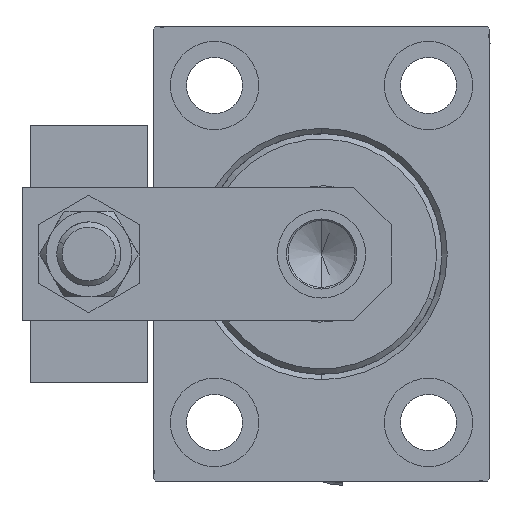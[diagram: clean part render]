
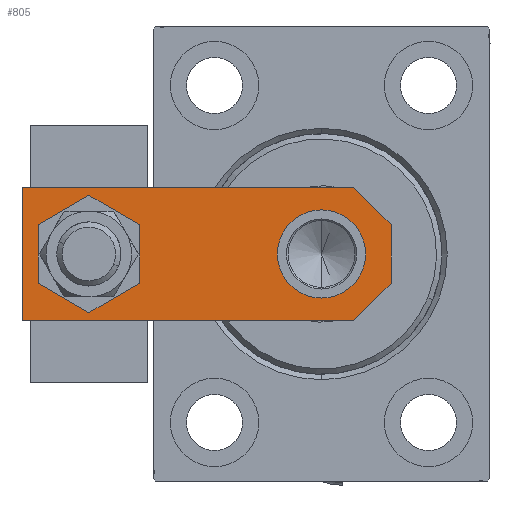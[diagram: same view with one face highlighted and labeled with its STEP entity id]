
A CAD part, left-side view. The second image highlights one B-rep face of the part: STEP entity #805.
In plain terms, the highlighted face is planar.
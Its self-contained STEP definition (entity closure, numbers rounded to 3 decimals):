
#404 = FACE_BOUND ( 'NONE', #46106, .T. ) ;
#805 = ADVANCED_FACE ( 'NONE', ( #8174, #19241, #404 ), #31053, .T. ) ;
#1296 = EDGE_CURVE ( 'NONE', #28792, #9433, #29211, .T. ) ;
#1445 = CARTESIAN_POINT ( 'NONE',  ( 2.75, -2.75, 8. ) ) ;
#2040 = ORIENTED_EDGE ( 'NONE', *, *, #3140, .T. ) ;
#2526 = ORIENTED_EDGE ( 'NONE', *, *, #28347, .T. ) ;
#2795 = LINE ( 'NONE', #14349, #14208 ) ;
#3140 = EDGE_CURVE ( 'NONE', #33064, #45519, #46760, .T. ) ;
#3194 = CIRCLE ( 'NONE', #26458, 7. ) ;
#3243 = VERTEX_POINT ( 'NONE', #14279 ) ;
#4763 = DIRECTION ( 'NONE',  ( 0.707, -0.707, 0. ) ) ;
#4786 = DIRECTION ( 'NONE',  ( 1., 0., 0. ) ) ;
#4867 = ORIENTED_EDGE ( 'NONE', *, *, #30372, .T. ) ;
#4902 = DIRECTION ( 'NONE',  ( 0., 0., 1. ) ) ;
#6082 = CARTESIAN_POINT ( 'NONE',  ( -8.25, 13., 8. ) ) ;
#7018 = EDGE_CURVE ( 'NONE', #32861, #20407, #21021, .T. ) ;
#7518 = AXIS2_PLACEMENT_3D ( 'NONE', #38975, #34721, #4786 ) ;
#8174 = FACE_BOUND ( 'NONE', #42373, .T. ) ;
#8479 = DIRECTION ( 'NONE',  ( 0.707, 0.707, 0. ) ) ;
#8529 = ORIENTED_EDGE ( 'NONE', *, *, #7018, .T. ) ;
#8713 = CARTESIAN_POINT ( 'NONE',  ( 0., 56.5, 8. ) ) ;
#9433 = VERTEX_POINT ( 'NONE', #6082 ) ;
#10465 = AXIS2_PLACEMENT_3D ( 'NONE', #8713, #12741, #24041 ) ;
#10952 = CARTESIAN_POINT ( 'NONE',  ( 0., 0., 8. ) ) ;
#11368 = LINE ( 'NONE', #37762, #44309 ) ;
#11583 = CARTESIAN_POINT ( 'NONE',  ( 0., 13., 8. ) ) ;
#11944 = ORIENTED_EDGE ( 'NONE', *, *, #1296, .F. ) ;
#12741 = DIRECTION ( 'NONE',  ( 0., 0., 1. ) ) ;
#13217 = VECTOR ( 'NONE', #19100, 1000. ) ;
#13665 = CIRCLE ( 'NONE', #30517, 8.25 ) ;
#13858 = ORIENTED_EDGE ( 'NONE', *, *, #20399, .F. ) ;
#14005 = CARTESIAN_POINT ( 'NONE',  ( -12.5, 7., 8. ) ) ;
#14208 = VECTOR ( 'NONE', #40515, 1000. ) ;
#14279 = CARTESIAN_POINT ( 'NONE',  ( 12.5, 7., 8. ) ) ;
#14349 = CARTESIAN_POINT ( 'NONE',  ( 12.5, 0., 8. ) ) ;
#15598 = CARTESIAN_POINT ( 'NONE',  ( 5.5, 0., 8. ) ) ;
#16256 = VECTOR ( 'NONE', #44457, 1000. ) ;
#17058 = CARTESIAN_POINT ( 'NONE',  ( -5.5, 0., 8. ) ) ;
#18295 = CARTESIAN_POINT ( 'NONE',  ( -12.5, 69., 8. ) ) ;
#18547 = LINE ( 'NONE', #18295, #16256 ) ;
#18864 = DIRECTION ( 'NONE',  ( 1., 0., 0. ) ) ;
#18922 = EDGE_CURVE ( 'NONE', #20120, #38206, #3194, .T. ) ;
#19100 = DIRECTION ( 'NONE',  ( -1., 0., 0. ) ) ;
#19241 = FACE_OUTER_BOUND ( 'NONE', #23232, .T. ) ;
#20120 = VERTEX_POINT ( 'NONE', #31243 ) ;
#20399 = EDGE_CURVE ( 'NONE', #9433, #28792, #13665, .T. ) ;
#20407 = VERTEX_POINT ( 'NONE', #15598 ) ;
#20721 = DIRECTION ( 'NONE',  ( 1., 0., 0. ) ) ;
#21021 = LINE ( 'NONE', #32351, #35840 ) ;
#21852 = EDGE_CURVE ( 'NONE', #20407, #3243, #35884, .T. ) ;
#22507 = DIRECTION ( 'NONE',  ( 1., 0., 0. ) ) ;
#23232 = EDGE_LOOP ( 'NONE', ( #47815, #2526, #8529, #45008, #4867, #2040 ) ) ;
#23669 = ORIENTED_EDGE ( 'NONE', *, *, #24870, .F. ) ;
#23857 = CARTESIAN_POINT ( 'NONE',  ( 12.5, 69., 8. ) ) ;
#24041 = DIRECTION ( 'NONE',  ( 1., 0., 0. ) ) ;
#24870 = EDGE_CURVE ( 'NONE', #38206, #20120, #25698, .T. ) ;
#25627 = CARTESIAN_POINT ( 'NONE',  ( -12.5, 69., 8. ) ) ;
#25698 = CIRCLE ( 'NONE', #10465, 7. ) ;
#26458 = AXIS2_PLACEMENT_3D ( 'NONE', #27528, #4902, #20721 ) ;
#27528 = CARTESIAN_POINT ( 'NONE',  ( 0., 56.5, 8. ) ) ;
#28080 = CARTESIAN_POINT ( 'NONE',  ( 8.25, 13., 8. ) ) ;
#28347 = EDGE_CURVE ( 'NONE', #48569, #32861, #11368, .T. ) ;
#28561 = DIRECTION ( 'NONE',  ( 1., 0., 0. ) ) ;
#28564 = CARTESIAN_POINT ( 'NONE',  ( 12.5, 69., 8. ) ) ;
#28600 = EDGE_CURVE ( 'NONE', #45519, #48569, #18547, .T. ) ;
#28792 = VERTEX_POINT ( 'NONE', #28080 ) ;
#29211 = CIRCLE ( 'NONE', #7518, 8.25 ) ;
#30372 = EDGE_CURVE ( 'NONE', #3243, #33064, #2795, .T. ) ;
#30517 = AXIS2_PLACEMENT_3D ( 'NONE', #11583, #41502, #18864 ) ;
#31053 = PLANE ( 'NONE',  #34901 ) ;
#31243 = CARTESIAN_POINT ( 'NONE',  ( -7., 56.5, 8. ) ) ;
#32351 = CARTESIAN_POINT ( 'NONE',  ( -12.5, 0., 8. ) ) ;
#32861 = VERTEX_POINT ( 'NONE', #17058 ) ;
#33064 = VERTEX_POINT ( 'NONE', #28564 ) ;
#34721 = DIRECTION ( 'NONE',  ( 0., 0., 1. ) ) ;
#34901 = AXIS2_PLACEMENT_3D ( 'NONE', #10952, #38851, #22507 ) ;
#35840 = VECTOR ( 'NONE', #28561, 1000. ) ;
#35884 = LINE ( 'NONE', #1445, #40900 ) ;
#37762 = CARTESIAN_POINT ( 'NONE',  ( -2.75, -2.75, 8. ) ) ;
#38206 = VERTEX_POINT ( 'NONE', #47758 ) ;
#38851 = DIRECTION ( 'NONE',  ( 0., 0., 1. ) ) ;
#38975 = CARTESIAN_POINT ( 'NONE',  ( 0., 13., 8. ) ) ;
#40515 = DIRECTION ( 'NONE',  ( 0., 1., 0. ) ) ;
#40900 = VECTOR ( 'NONE', #8479, 1000. ) ;
#41502 = DIRECTION ( 'NONE',  ( 0., 0., 1. ) ) ;
#42373 = EDGE_LOOP ( 'NONE', ( #46296, #23669 ) ) ;
#44309 = VECTOR ( 'NONE', #4763, 1000. ) ;
#44457 = DIRECTION ( 'NONE',  ( 0., -1., 0. ) ) ;
#45008 = ORIENTED_EDGE ( 'NONE', *, *, #21852, .T. ) ;
#45519 = VERTEX_POINT ( 'NONE', #25627 ) ;
#46106 = EDGE_LOOP ( 'NONE', ( #13858, #11944 ) ) ;
#46296 = ORIENTED_EDGE ( 'NONE', *, *, #18922, .F. ) ;
#46760 = LINE ( 'NONE', #23857, #13217 ) ;
#47758 = CARTESIAN_POINT ( 'NONE',  ( 7., 56.5, 8. ) ) ;
#47815 = ORIENTED_EDGE ( 'NONE', *, *, #28600, .T. ) ;
#48569 = VERTEX_POINT ( 'NONE', #14005 ) ;
